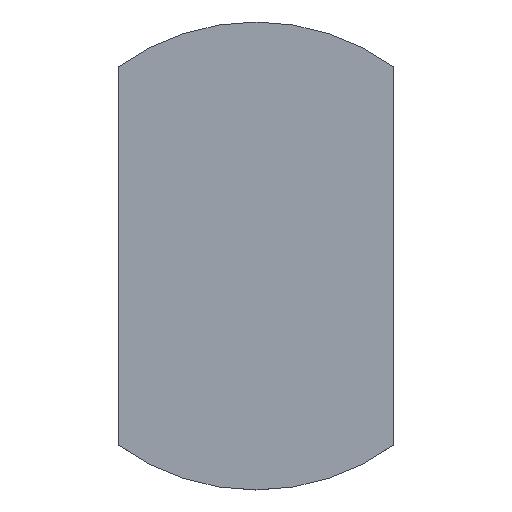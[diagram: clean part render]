
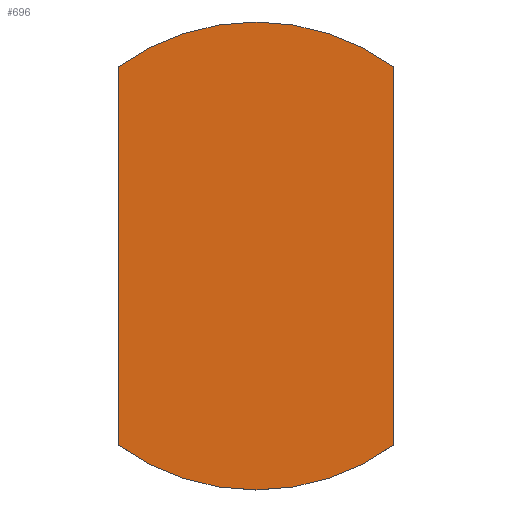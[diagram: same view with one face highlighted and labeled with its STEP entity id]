
A CAD part, top view. The second image highlights one B-rep face of the part: STEP entity #696.
In plain terms, the highlighted planar face has unit normal (0, 0, 1).
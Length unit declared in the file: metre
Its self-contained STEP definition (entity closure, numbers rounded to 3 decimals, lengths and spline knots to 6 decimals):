
#27=CIRCLE('',#760,0.02375);
#29=CIRCLE('',#764,0.02375);
#176=ORIENTED_EDGE('',*,*,#302,.T.);
#177=ORIENTED_EDGE('',*,*,#306,.T.);
#178=ORIENTED_EDGE('',*,*,#309,.T.);
#179=ORIENTED_EDGE('',*,*,#311,.F.);
#302=EDGE_CURVE('',#373,#372,#27,.T.);
#306=EDGE_CURVE('',#372,#375,#452,.T.);
#309=EDGE_CURVE('',#375,#377,#29,.T.);
#311=EDGE_CURVE('',#373,#377,#455,.T.);
#372=VERTEX_POINT('',#1143);
#373=VERTEX_POINT('',#1145);
#375=VERTEX_POINT('',#1151);
#377=VERTEX_POINT('',#1157);
#452=LINE('',#1152,#512);
#455=LINE('',#1161,#515);
#512=VECTOR('',#928,1.);
#515=VECTOR('',#939,1.);
#541=EDGE_LOOP('',(#176,#177,#178,#179));
#605=FACE_BOUND('',#541,.T.);
#663=PLANE('',#766);
#696=ADVANCED_FACE('',(#605),#663,.T.);
#760=AXIS2_PLACEMENT_3D('',#1144,#921,#922);
#764=AXIS2_PLACEMENT_3D('',#1158,#934,#935);
#766=AXIS2_PLACEMENT_3D('',#1162,#940,#941);
#921=DIRECTION('',(0.,0.,1.));
#922=DIRECTION('',(1.,0.,0.));
#928=DIRECTION('',(0.,1.,0.));
#934=DIRECTION('',(0.,0.,1.));
#935=DIRECTION('',(1.,0.,0.));
#939=DIRECTION('',(0.,1.,0.));
#940=DIRECTION('',(0.,0.,1.));
#941=DIRECTION('',(1.,0.,0.));
#1143=CARTESIAN_POINT('',(0.014,-0.019185,0.00275));
#1144=CARTESIAN_POINT('',(0.,0.,0.00275));
#1145=CARTESIAN_POINT('',(-0.014,-0.019185,0.00275));
#1151=CARTESIAN_POINT('',(0.014,0.019185,0.00275));
#1152=CARTESIAN_POINT('',(0.014,0.,0.00275));
#1157=CARTESIAN_POINT('',(-0.014,0.019185,0.00275));
#1158=CARTESIAN_POINT('',(0.,0.,0.00275));
#1161=CARTESIAN_POINT('',(-0.014,0.,0.00275));
#1162=CARTESIAN_POINT('',(0.,0.,0.00275));
